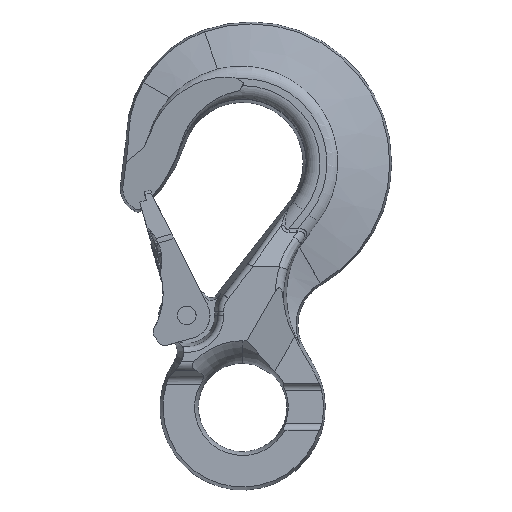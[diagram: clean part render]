
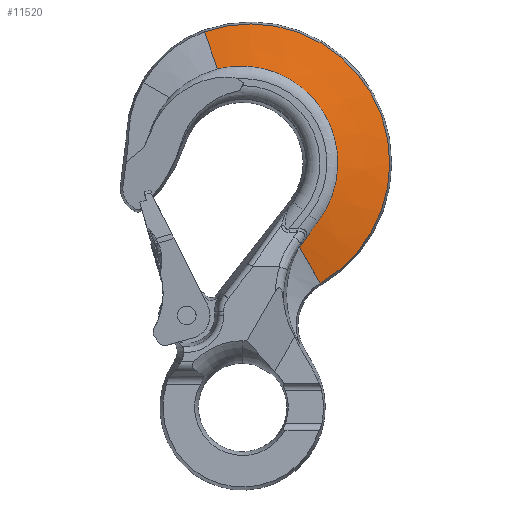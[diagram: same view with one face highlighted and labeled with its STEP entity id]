
A CAD part, front view. The second image highlights one B-rep face of the part: STEP entity #11520.
In plain terms, the highlighted conical face has half-angle 76 degrees and reference radius 48.513 mm.
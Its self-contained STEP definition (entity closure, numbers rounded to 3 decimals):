
#8893=CARTESIAN_POINT('',(25.207,-9.785,
-35.144));
#8894=CARTESIAN_POINT('',(25.117,-9.77,
-35.273));
#8895=CARTESIAN_POINT('',(24.941,-9.739,
-35.526));
#8896=CARTESIAN_POINT('',(24.684,-9.692,
-35.899));
#8897=CARTESIAN_POINT('',(24.518,-9.66,
-36.142));
#8898=CARTESIAN_POINT('',(24.436,-9.644,
-36.262));
#8911=DIRECTION('',(-0.485,-0.242,0.84));
#8912=VECTOR('',#8911,18.348);
#8913=CARTESIAN_POINT('',(33.338,-5.206,
-51.681));
#8914=LINE('',#8913,#8912);
#8915=CARTESIAN_POINT('',(25.504,-9.836,
-34.717));
#8916=CARTESIAN_POINT('',(25.557,-9.845,
-34.643));
#8917=CARTESIAN_POINT('',(25.661,-9.862,
-34.494));
#8918=CARTESIAN_POINT('',(25.814,-9.887,
-34.274));
#8919=CARTESIAN_POINT('',(25.916,-9.904,
-34.13));
#8920=CARTESIAN_POINT('',(25.966,-9.912,
-34.058));
#8922=CARTESIAN_POINT('',(25.207,-9.785,
-35.144));
#8923=CARTESIAN_POINT('',(25.24,-9.791,
-35.097));
#8924=CARTESIAN_POINT('',(25.306,-9.802,
-35.001));
#8925=CARTESIAN_POINT('',(25.406,-9.819,
-34.859));
#8926=CARTESIAN_POINT('',(25.472,-9.831,
-34.765));
#8927=CARTESIAN_POINT('',(25.504,-9.836,
-34.717));
#8929=DIRECTION('',(-0.323,0.242,0.915));
#8930=VECTOR('',#8929,17.493);
#8931=CARTESIAN_POINT('',(-10.734,-9.438,
40.26));
#8932=LINE('',#8931,#8930);
#8933=CARTESIAN_POINT('',(32.339,-10.525,
-25.266));
#8934=CARTESIAN_POINT('',(33.721,-10.564,
-23.451));
#8935=CARTESIAN_POINT('',(36.184,-10.634,
-19.596));
#8936=CARTESIAN_POINT('',(38.889,-10.714,
-13.266));
#8937=CARTESIAN_POINT('',(40.522,-10.762,
-6.567));
#8938=CARTESIAN_POINT('',(41.037,-10.778,
0.317));
#8939=CARTESIAN_POINT('',(40.418,-10.759,7.192));
#8940=CARTESIAN_POINT('',(38.684,-10.708,13.865));
#8941=CARTESIAN_POINT('',(35.885,-10.626,20.151));
#8942=CARTESIAN_POINT('',(32.102,-10.517,25.881));
#8943=CARTESIAN_POINT('',(27.439,-10.388,30.901));
#8944=CARTESIAN_POINT('',(22.025,-10.242,35.081));
#8945=CARTESIAN_POINT('',(16.003,-10.084,38.31));
#8946=CARTESIAN_POINT('',(9.536,-9.921,40.505));
#8947=CARTESIAN_POINT('',(2.795,-9.755,41.607));
#8948=CARTESIAN_POINT('',(-4.037,-9.592,
41.586));
#8949=CARTESIAN_POINT('',(-8.533,-9.488,
40.823));
#8950=CARTESIAN_POINT('',(-10.734,-9.438,
40.26));
#8952=CARTESIAN_POINT('',(25.966,-9.912,
-34.058));
#8953=CARTESIAN_POINT('',(26.702,-10.029,
-33.01));
#8954=CARTESIAN_POINT('',(28.151,-10.231,
-30.958));
#8955=CARTESIAN_POINT('',(30.247,-10.434,
-28.051));
#8956=CARTESIAN_POINT('',(31.643,-10.505,
-26.18));
#8957=CARTESIAN_POINT('',(32.339,-10.525,
-25.266));
#9211=CARTESIAN_POINT('',(3.5,-5.206,0.));
#9212=DIRECTION('',(0.,-1.,0.));
#9213=DIRECTION('',(0.5,0.,-0.866));
#9214=AXIS2_PLACEMENT_3D('',#9211,#9212,#9213);
#10310=VERTEX_POINT('',#8893);
#10311=VERTEX_POINT('',#8898);
#10422=CARTESIAN_POINT('',(-16.392,-5.206,
56.263));
#10423=VERTEX_POINT('',#10422);
#10428=CARTESIAN_POINT('',(33.338,-5.206,
-51.681));
#10429=VERTEX_POINT('',#10428);
#10430=VERTEX_POINT('',#8915);
#10431=VERTEX_POINT('',#8920);
#10432=VERTEX_POINT('',#8957);
#10433=VERTEX_POINT('',#8950);
#11499=CARTESIAN_POINT('',(3.5,-7.989,0.));
#11500=DIRECTION('',(0.,1.,0.));
#11501=DIRECTION('',(0.5,0.,-0.866));
#11502=AXIS2_PLACEMENT_3D('',#11499,#11500,#11501);
#11503=CONICAL_SURFACE('',#11502,48.512,76.);
#11505=ORIENTED_EDGE('',*,*,#11504,.F.);
#11507=ORIENTED_EDGE('',*,*,#11506,.F.);
#11508=ORIENTED_EDGE('',*,*,#11466,.T.);
#11509=ORIENTED_EDGE('',*,*,#11494,.F.);
#11511=ORIENTED_EDGE('',*,*,#11510,.T.);
#11513=ORIENTED_EDGE('',*,*,#11512,.F.);
#11515=ORIENTED_EDGE('',*,*,#11514,.F.);
#11517=ORIENTED_EDGE('',*,*,#11516,.F.);
#11518=EDGE_LOOP('',(#11505,#11507,#11508,#11509,#11511,#11513,#11515,#11517));
#11519=FACE_OUTER_BOUND('',#11518,.F.);
#11520=ADVANCED_FACE('',(#11519),#11503,.F.);
#8899=B_SPLINE_CURVE_WITH_KNOTS('',3,(#8893,#8894,#8895,#8896,#8897,#8898),
.UNSPECIFIED.,.F.,.F.,(4,1,1,4),(0.,0.333,0.667,1.),
.UNSPECIFIED.);
#8921=B_SPLINE_CURVE_WITH_KNOTS('',3,(#8915,#8916,#8917,#8918,#8919,#8920),
.UNSPECIFIED.,.F.,.F.,(4,1,1,4),(0.,0.333,0.667,1.),
.UNSPECIFIED.);
#8928=B_SPLINE_CURVE_WITH_KNOTS('',3,(#8922,#8923,#8924,#8925,#8926,#8927),
.UNSPECIFIED.,.F.,.F.,(4,1,1,4),(0.,0.333,0.667,1.),
.UNSPECIFIED.);
#8951=B_SPLINE_CURVE_WITH_KNOTS('',3,(#8933,#8934,#8935,#8936,#8937,#8938,#8939,
#8940,#8941,#8942,#8943,#8944,#8945,#8946,#8947,#8948,#8949,#8950),
.UNSPECIFIED.,.F.,.F.,(4,1,1,1,1,1,1,1,1,1,1,1,1,1,1,4),(0.,0.067,
0.133,0.2,0.267,0.333,0.4,
0.467,0.533,0.6,0.667,0.733,
0.8,0.867,0.933,1.),.UNSPECIFIED.);
#8958=B_SPLINE_CURVE_WITH_KNOTS('',3,(#8952,#8953,#8954,#8955,#8956,#8957),
.UNSPECIFIED.,.F.,.F.,(4,1,1,4),(0.,0.333,0.667,1.),
.UNSPECIFIED.);
#9215=CIRCLE('',#9214,59.676);
#11466=EDGE_CURVE('',#10310,#10311,#8899,.T.);
#11494=EDGE_CURVE('',#10429,#10311,#8914,.T.);
#11504=EDGE_CURVE('',#10430,#10431,#8921,.T.);
#11506=EDGE_CURVE('',#10310,#10430,#8928,.T.);
#11510=EDGE_CURVE('',#10429,#10423,#9215,.T.);
#11512=EDGE_CURVE('',#10433,#10423,#8932,.T.);
#11514=EDGE_CURVE('',#10432,#10433,#8951,.T.);
#11516=EDGE_CURVE('',#10431,#10432,#8958,.T.);
